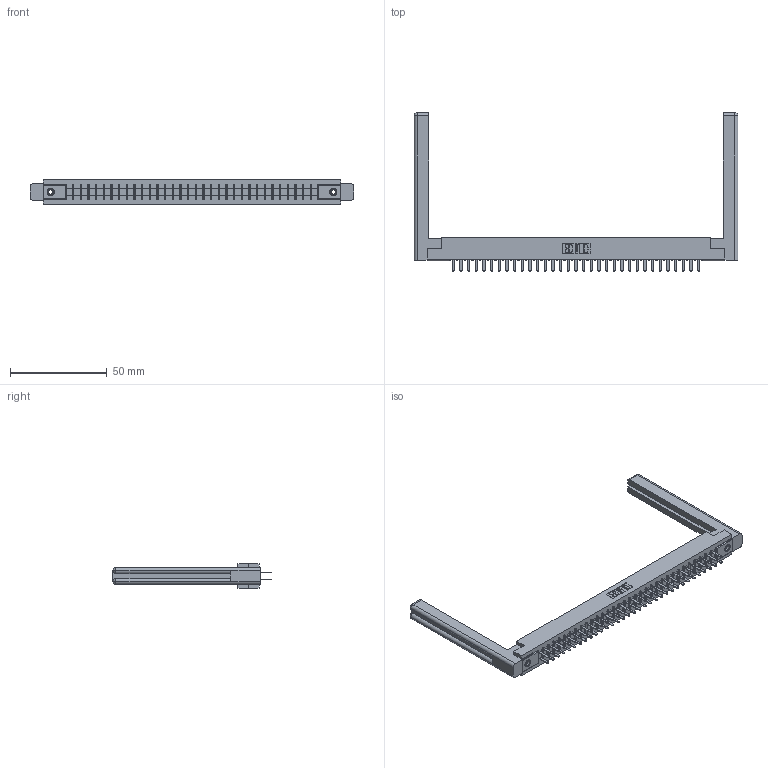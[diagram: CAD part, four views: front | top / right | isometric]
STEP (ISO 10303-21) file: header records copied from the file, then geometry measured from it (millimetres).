
FILE_DESCRIPTION (( 'STEP AP203' ), '1' );
FILE_NAME ('355-066-520-558.STEP', '2019-09-12T15:35:26', ( '' ), ( '' ), 'SwSTEP 2.0', 'SolidWorks 2016', '' );
FILE_SCHEMA (( 'CONFIG_CONTROL_DESIGN' ));
Length unit declared in the file: inch
Products named in the file (5): 345-250-001_345-250-001-102; 305-290-001_520; 307-220-058; 355-066-520-558; 305 Part_.156 Dia
Assembly tree (71 placements, depth 2):
  355-066-520-558
    305 Part_.156 Dia
    305-290-001_520  x66
    345-250-001_345-250-001-102  x2
    307-220-058  x2
Bounding box: 167.39 x 81.74 x 12.7 mm (x, y, z)
Volume: 24102.8 mm3; surface area: 26993.8 mm2
Topology: 71 solids, 71 shells, 3294 faces, 9349 edges, 6042 vertices
Faces by surface type: plane 1934, cylinder 1204, sphere 132, cone 12, torus 12
Entity records: 39339 total; most frequent: CARTESIAN_POINT 6524, ORIENTED_EDGE 6416, DIRECTION 6280, EDGE_CURVE 3208, LINE 2576, VECTOR 2576, VERTEX_POINT 2042, AXIS2_PLACEMENT_3D 1852
